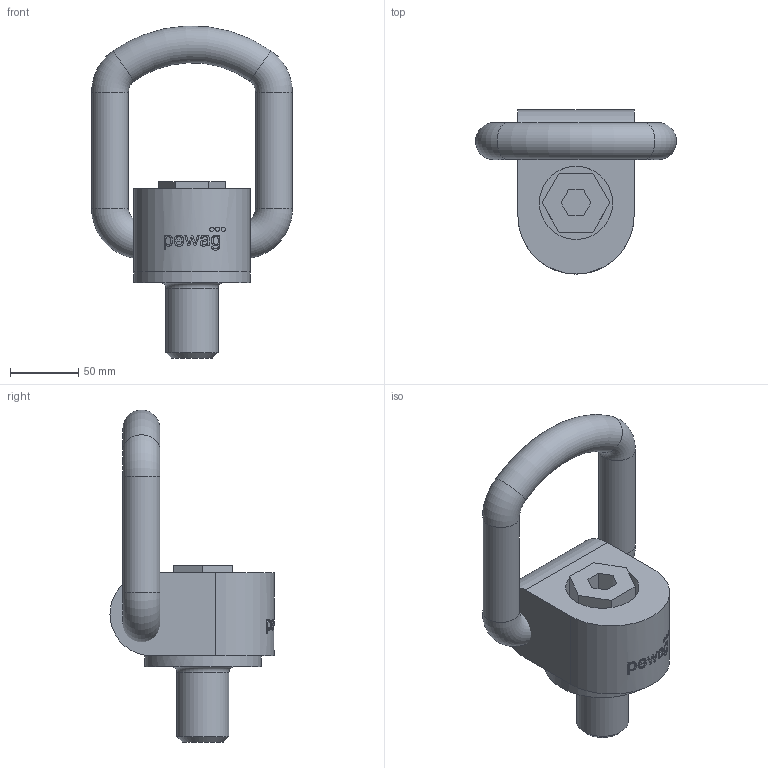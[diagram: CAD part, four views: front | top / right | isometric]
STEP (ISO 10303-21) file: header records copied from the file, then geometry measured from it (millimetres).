
FILE_DESCRIPTION(/* description */ (''),/* implementation_level */ '2;1');
FILE_NAME(/* name */ 'PLAW_U_1_1_2.stp',/* time_stamp */ '2021-10-18T10:39:28+02:00',/* author */ (''),/* organization */ (''),/* preprocessor_version */ 'ST-DEVELOPER v16',/* originating_system */ 'SIEMENS PLM Software NX 11.0',/* authorisation */ '');
FILE_SCHEMA (('AUTOMOTIVE_DESIGN { 1 0 10303 214 3 1 1 1 }'));
Length unit declared in the file: millimetre
Products named in the file (1): mum1E487E345xc9
Bounding box: 147 x 120 x 242.9 mm (x, y, z)
Volume: 902236.4 mm3; surface area: 97044 mm2
Topology: 2 solids, 2 shells, 132 faces, 328 edges, 214 vertices
Faces by surface type: plane 62, extrusion 45, cylinder 18, torus 6, cone 1
Full cylindrical faces by diameter (mm): 3.188 x3, 27 x3, 38.1 x1, 53.537 x1, 85 x1
Entity records: 5105 total; most frequent: CARTESIAN_POINT 2055, ORIENTED_EDGE 622, DIRECTION 455, EDGE_CURVE 311, VERTEX_POINT 213, VECTOR 175, B_SPLINE_CURVE_WITH_KNOTS 174, EDGE_LOOP 164
